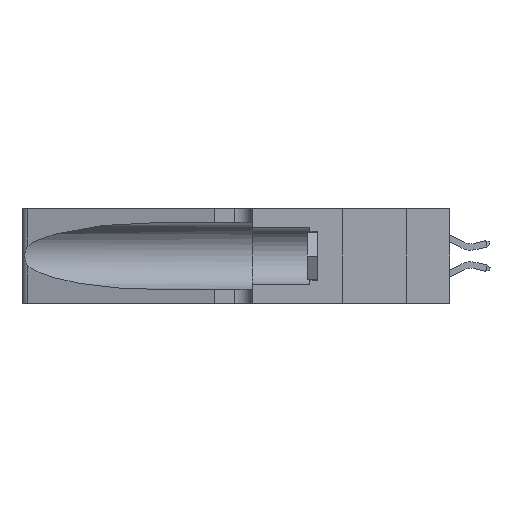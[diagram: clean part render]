
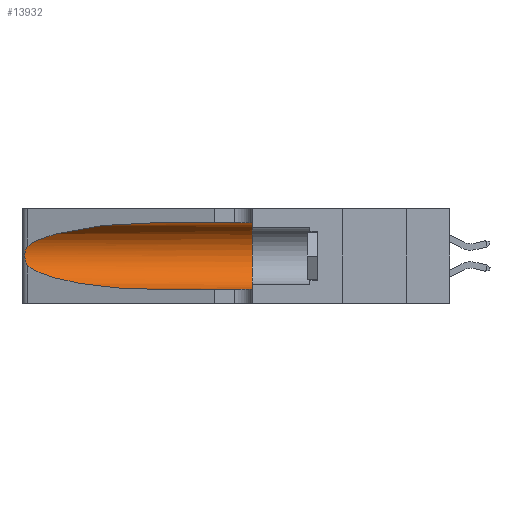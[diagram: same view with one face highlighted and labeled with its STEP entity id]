
A CAD part, left-side view. The second image highlights one B-rep face of the part: STEP entity #13932.
In plain terms, the highlighted cylindrical face has radius 3.308 mm (diameter 6.617 mm), a partial arc.
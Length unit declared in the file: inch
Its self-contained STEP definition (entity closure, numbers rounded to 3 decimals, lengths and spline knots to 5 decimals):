
#857 =( BOUNDED_CURVE ( )  B_SPLINE_CURVE ( 3, ( #31241, #6559, #23840, #11731 ),
 .UNSPECIFIED., .F., .F. ) 
 B_SPLINE_CURVE_WITH_KNOTS ( ( 4, 4 ),
 ( 3.44316, 4.71239 ),
 .UNSPECIFIED. ) 
 CURVE ( )  GEOMETRIC_REPRESENTATION_ITEM ( )  RATIONAL_B_SPLINE_CURVE ( ( 1., 0.87, 0.87, 1. ) ) 
 REPRESENTATION_ITEM ( '' )  );
#920 = VERTEX_POINT ( 'NONE', #5236 ) ;
#1046 = CARTESIAN_POINT ( 'NONE',  ( 0.26075, 1.23896, 0.19203 ) ) ;
#1066 = CIRCLE ( 'NONE', #4266, 0.13025 ) ;
#1261 = CARTESIAN_POINT ( 'NONE',  ( 0.25639, 1.23186, 0.15144 ) ) ;
#1469 = CARTESIAN_POINT ( 'NONE',  ( 0.25487, 1.22718, 0.14631 ) ) ;
#2110 = ORIENTED_EDGE ( 'NONE', *, *, #15850, .T. ) ;
#2185 = VERTEX_POINT ( 'NONE', #8355 ) ;
#2380 = VECTOR ( 'NONE', #26564, 39.37008 ) ;
#3801 = VERTEX_POINT ( 'NONE', #9115 ) ;
#3893 = VERTEX_POINT ( 'NONE', #6526 ) ;
#3960 = CARTESIAN_POINT ( 'NONE',  ( 0.26018, 1.23835, 0.19895 ) ) ;
#4152 = ORIENTED_EDGE ( 'NONE', *, *, #23380, .F. ) ;
#4266 = AXIS2_PLACEMENT_3D ( 'NONE', #13966, #21633, #24086 ) ;
#4343 = CARTESIAN_POINT ( 'NONE',  ( 0.1305, 1.61858, 0.185 ) ) ;
#5220 = ORIENTED_EDGE ( 'NONE', *, *, #27356, .F. ) ;
#5236 = CARTESIAN_POINT ( 'NONE',  ( 0.1305, 0.72297, 0.31525 ) ) ;
#6222 = CARTESIAN_POINT ( 'NONE',  ( 0.2373, 1.15595, 0.28018 ) ) ;
#6334 = CARTESIAN_POINT ( 'NONE',  ( 0.26017, 1.23833, 0.17102 ) ) ;
#6526 = CARTESIAN_POINT ( 'NONE',  ( 0.25487, 1.22718, 0.14631 ) ) ;
#6559 = CARTESIAN_POINT ( 'NONE',  ( 0.2373, 1.15595, 0.08982 ) ) ;
#7587 = ORIENTED_EDGE ( 'NONE', *, *, #11009, .T. ) ;
#8355 = CARTESIAN_POINT ( 'NONE',  ( 0.1305, 0.35, 0.05475 ) ) ;
#9115 = CARTESIAN_POINT ( 'NONE',  ( 0.1305, 0.72297, 0.05475 ) ) ;
#9160 = DIRECTION ( 'NONE',  ( 0., 0., -1. ) ) ;
#9259 = CARTESIAN_POINT ( 'NONE',  ( 0.1305, 1.61858, 0.05475 ) ) ;
#9863 = VECTOR ( 'NONE', #11673, 39.37008 ) ;
#10057 = FACE_OUTER_BOUND ( 'NONE', #17123, .T. ) ;
#11009 = EDGE_CURVE ( 'NONE', #3801, #2185, #30067, .T. ) ;
#11214 = CARTESIAN_POINT ( 'NONE',  ( 0.25856, 1.23593, 0.16098 ) ) ;
#11335 = ORIENTED_EDGE ( 'NONE', *, *, #19092, .T. ) ;
#11673 = DIRECTION ( 'NONE',  ( 0., -1., 0. ) ) ;
#11731 = CARTESIAN_POINT ( 'NONE',  ( 0.1305, 0.72297, 0.05475 ) ) ;
#13363 = CARTESIAN_POINT ( 'NONE',  ( 0.25487, 1.22718, 0.22369 ) ) ;
#13591 = CARTESIAN_POINT ( 'NONE',  ( 0.26075, 1.23896, 0.178 ) ) ;
#13932 = ADVANCED_FACE ( 'NONE', ( #10057 ), #21171, .F. ) ;
#13966 = CARTESIAN_POINT ( 'NONE',  ( 0.1305, 0.35, 0.185 ) ) ;
#14613 = B_SPLINE_CURVE_WITH_KNOTS ( 'NONE', 3,
 ( #23068, #15828, #25406, #25859, #25519, #3960, #1046, #13591, #6334, #11214, #27868, #1261, #28308, #1469 ),
 .UNSPECIFIED., .F., .F.,
 ( 4, 2, 2, 2, 2, 2, 4 ),
 ( 0., 0.00027, 0.00053, 0.00107, 0.0016, 0.00187, 0.00214 ),
 .UNSPECIFIED. ) ;
#15369 = LINE ( 'NONE', #28269, #2380 ) ;
#15828 = CARTESIAN_POINT ( 'NONE',  ( 0.25555, 1.22994, 0.2215 ) ) ;
#15850 = EDGE_CURVE ( 'NONE', #3893, #3801, #857, .T. ) ;
#16068 = EDGE_CURVE ( 'NONE', #25044, #3893, #14613, .T. ) ;
#16411 = DIRECTION ( 'NONE',  ( 0., -1., 0. ) ) ;
#17123 = EDGE_LOOP ( 'NONE', ( #11335, #31313, #2110, #7587, #4152, #5220 ) ) ;
#18150 = CARTESIAN_POINT ( 'NONE',  ( 0.1305, 0.72297, 0.31525 ) ) ;
#19092 = EDGE_CURVE ( 'NONE', #920, #25044, #30217, .T. ) ;
#20161 = CARTESIAN_POINT ( 'NONE',  ( 0.1305, 0.35, 0.31525 ) ) ;
#21171 = CYLINDRICAL_SURFACE ( 'NONE', #21873, 0.13025 ) ;
#21633 = DIRECTION ( 'NONE',  ( 0., 1., 0. ) ) ;
#21873 = AXIS2_PLACEMENT_3D ( 'NONE', #4343, #16411, #9160 ) ;
#23068 = CARTESIAN_POINT ( 'NONE',  ( 0.25487, 1.22718, 0.22369 ) ) ;
#23380 = EDGE_CURVE ( 'NONE', #23541, #2185, #1066, .T. ) ;
#23541 = VERTEX_POINT ( 'NONE', #20161 ) ;
#23840 = CARTESIAN_POINT ( 'NONE',  ( 0.18966, 0.96281, 0.05475 ) ) ;
#24086 = DIRECTION ( 'NONE',  ( 0., 0., 1. ) ) ;
#25044 = VERTEX_POINT ( 'NONE', #13363 ) ;
#25406 = CARTESIAN_POINT ( 'NONE',  ( 0.25639, 1.23184, 0.21858 ) ) ;
#25519 = CARTESIAN_POINT ( 'NONE',  ( 0.25854, 1.2359, 0.20912 ) ) ;
#25859 = CARTESIAN_POINT ( 'NONE',  ( 0.25787, 1.23484, 0.2124 ) ) ;
#26564 = DIRECTION ( 'NONE',  ( 0., -1., 0. ) ) ;
#27356 = EDGE_CURVE ( 'NONE', #920, #23541, #15369, .T. ) ;
#27868 = CARTESIAN_POINT ( 'NONE',  ( 0.25789, 1.23486, 0.15765 ) ) ;
#27977 = CARTESIAN_POINT ( 'NONE',  ( 0.18966, 0.96281, 0.31525 ) ) ;
#28269 = CARTESIAN_POINT ( 'NONE',  ( 0.1305, 1.61858, 0.31525 ) ) ;
#28308 = CARTESIAN_POINT ( 'NONE',  ( 0.25555, 1.22993, 0.14849 ) ) ;
#30067 = LINE ( 'NONE', #9259, #9863 ) ;
#30217 =( BOUNDED_CURVE ( )  B_SPLINE_CURVE ( 3, ( #18150, #27977, #6222, #30278 ),
 .UNSPECIFIED., .F., .F. ) 
 B_SPLINE_CURVE_WITH_KNOTS ( ( 4, 4 ),
 ( 1.5708, 2.84003 ),
 .UNSPECIFIED. ) 
 CURVE ( )  GEOMETRIC_REPRESENTATION_ITEM ( )  RATIONAL_B_SPLINE_CURVE ( ( 1., 0.87, 0.87, 1. ) ) 
 REPRESENTATION_ITEM ( '' )  );
#30278 = CARTESIAN_POINT ( 'NONE',  ( 0.25487, 1.22718, 0.22369 ) ) ;
#31241 = CARTESIAN_POINT ( 'NONE',  ( 0.25487, 1.22718, 0.14631 ) ) ;
#31313 = ORIENTED_EDGE ( 'NONE', *, *, #16068, .T. ) ;
